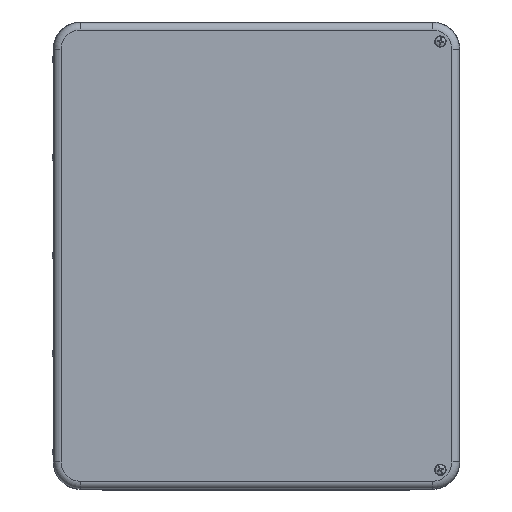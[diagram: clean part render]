
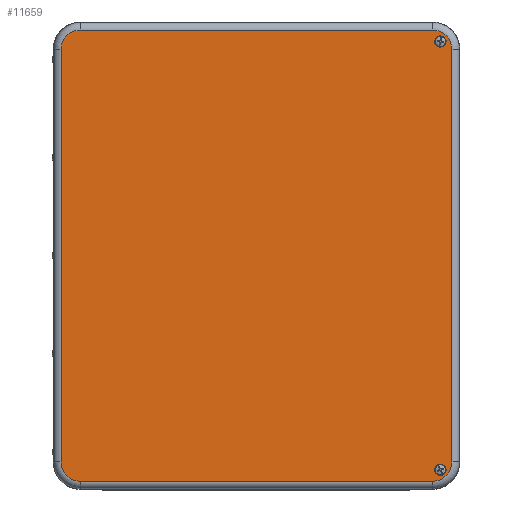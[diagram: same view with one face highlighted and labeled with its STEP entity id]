
A CAD part, top view. The second image highlights one B-rep face of the part: STEP entity #11659.
In plain terms, the highlighted planar face has unit normal (0, 0, 1).
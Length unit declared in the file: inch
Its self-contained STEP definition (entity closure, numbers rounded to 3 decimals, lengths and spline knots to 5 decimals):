
#993=LINE($,#21265,#1795);
#995=LINE($,#21285,#1797);
#998=LINE($,#21292,#1800);
#1000=LINE($,#21307,#1802);
#1795=VECTOR($,#16171,11.663);
#1797=VECTOR($,#16195,13.66515);
#1800=VECTOR($,#16202,13.66515);
#1802=VECTOR($,#16222,11.663);
#2101=PLANE($,#12943);
#2747=FACE_BOUND($,#4382,.T.);
#2748=FACE_BOUND($,#4383,.T.);
#3395=FACE_OUTER_BOUND($,#4381,.T.);
#4381=EDGE_LOOP($,(#10563,#10564,#10565,#10566,#10567,#10568,#10569,#10570));
#4382=EDGE_LOOP($,(#10571));
#4383=EDGE_LOOP($,(#10572));
#5092=CIRCLE($,#12863,0.117);
#5094=CIRCLE($,#12866,0.117);
#5116=CIRCLE($,#12918,0.63807);
#5120=CIRCLE($,#12923,0.63807);
#5124=CIRCLE($,#12930,0.63807);
#5128=CIRCLE($,#12935,0.63807);
#6156=VERTEX_POINT($,#21161);
#6158=VERTEX_POINT($,#21166);
#6191=VERTEX_POINT($,#21262);
#6192=VERTEX_POINT($,#21264);
#6195=VERTEX_POINT($,#21271);
#6196=VERTEX_POINT($,#21276);
#6199=VERTEX_POINT($,#21283);
#6200=VERTEX_POINT($,#21288);
#6203=VERTEX_POINT($,#21295);
#6204=VERTEX_POINT($,#21300);
#7634=EDGE_CURVE($,#6156,#6156,#5092,.T.);
#7636=EDGE_CURVE($,#6158,#6158,#5094,.T.);
#7681=EDGE_CURVE($,#6191,#6192,#993,.T.);
#7685=EDGE_CURVE($,#6195,#6191,#5116,.T.);
#7689=EDGE_CURVE($,#6192,#6196,#5120,.T.);
#7691=EDGE_CURVE($,#6199,#6195,#995,.T.);
#7695=EDGE_CURVE($,#6196,#6200,#998,.T.);
#7697=EDGE_CURVE($,#6203,#6199,#5124,.T.);
#7701=EDGE_CURVE($,#6200,#6204,#5128,.T.);
#7703=EDGE_CURVE($,#6204,#6203,#1000,.T.);
#10563=ORIENTED_EDGE($,*,*,#7681,.F.);
#10564=ORIENTED_EDGE($,*,*,#7685,.F.);
#10565=ORIENTED_EDGE($,*,*,#7691,.F.);
#10566=ORIENTED_EDGE($,*,*,#7697,.F.);
#10567=ORIENTED_EDGE($,*,*,#7703,.F.);
#10568=ORIENTED_EDGE($,*,*,#7701,.F.);
#10569=ORIENTED_EDGE($,*,*,#7695,.F.);
#10570=ORIENTED_EDGE($,*,*,#7689,.F.);
#10571=ORIENTED_EDGE($,*,*,#7634,.T.);
#10572=ORIENTED_EDGE($,*,*,#7636,.T.);
#11659=ADVANCED_FACE($,(#3395,#2747,#2748),#2101,.T.);
#12863=AXIS2_PLACEMENT_3D($,#21162,#16052,#16053);
#12866=AXIS2_PLACEMENT_3D($,#21167,#16058,#16059);
#12918=AXIS2_PLACEMENT_3D($,#21273,#16179,#16180);
#12923=AXIS2_PLACEMENT_3D($,#21280,#16189,#16190);
#12930=AXIS2_PLACEMENT_3D($,#21297,#16207,#16208);
#12935=AXIS2_PLACEMENT_3D($,#21304,#16217,#16218);
#12943=AXIS2_PLACEMENT_3D($,#21326,#16242,#16243);
#16052=DIRECTION('center_axis',(0.,0.,-1.));
#16053=DIRECTION('ref_axis',(1.,0.,0.));
#16058=DIRECTION('center_axis',(0.,0.,-1.));
#16059=DIRECTION('ref_axis',(1.,0.,0.));
#16171=DIRECTION($,(1.,0.,0.));
#16179=DIRECTION('center_axis',(0.,0.,-1.));
#16180=DIRECTION('ref_axis',(-0.707,0.707,0.));
#16189=DIRECTION('center_axis',(0.,0.,-1.));
#16190=DIRECTION('ref_axis',(0.707,0.707,0.));
#16195=DIRECTION($,(0.,1.,0.));
#16202=DIRECTION($,(0.,-1.,0.));
#16207=DIRECTION('center_axis',(0.,0.,-1.));
#16208=DIRECTION('ref_axis',(-0.707,-0.707,0.));
#16217=DIRECTION('center_axis',(0.,0.,-1.));
#16218=DIRECTION('ref_axis',(0.707,-0.707,0.));
#16222=DIRECTION($,(-1.,0.,0.));
#16242=DIRECTION('center_axis',(0.,0.,1.));
#16243=DIRECTION('ref_axis',(1.,0.,0.));
#21161=CARTESIAN_POINT('',(6.21075,-7.09375,0.76));
#21162=CARTESIAN_POINT('Origin',(6.09375,-7.09375,0.76));
#21166=CARTESIAN_POINT('',(6.21075,7.09375,0.76));
#21167=CARTESIAN_POINT('Origin',(6.09375,7.09375,0.76));
#21262=CARTESIAN_POINT('',(-5.8315,7.47064,0.76));
#21264=CARTESIAN_POINT('',(5.8315,7.47064,0.76));
#21265=CARTESIAN_POINT($,(-5.8315,7.47064,0.76));
#21271=CARTESIAN_POINT('',(-6.46957,6.83258,0.76));
#21273=CARTESIAN_POINT('Origin',(-5.8315,6.83258,0.76));
#21276=CARTESIAN_POINT('',(6.46957,6.83258,0.76));
#21280=CARTESIAN_POINT('Origin',(5.8315,6.83258,0.76));
#21283=CARTESIAN_POINT('',(-6.46957,-6.83258,0.76));
#21285=CARTESIAN_POINT($,(-6.46957,-6.83258,0.76));
#21288=CARTESIAN_POINT('',(6.46957,-6.83258,0.76));
#21292=CARTESIAN_POINT($,(6.46957,6.83258,0.76));
#21295=CARTESIAN_POINT('',(-5.8315,-7.47064,0.76));
#21297=CARTESIAN_POINT('Origin',(-5.8315,-6.83258,0.76));
#21300=CARTESIAN_POINT('',(5.8315,-7.47064,0.76));
#21304=CARTESIAN_POINT('Origin',(5.8315,-6.83258,0.76));
#21307=CARTESIAN_POINT($,(5.8315,-7.47064,0.76));
#21326=CARTESIAN_POINT('Origin',(0.,0.,0.76));
